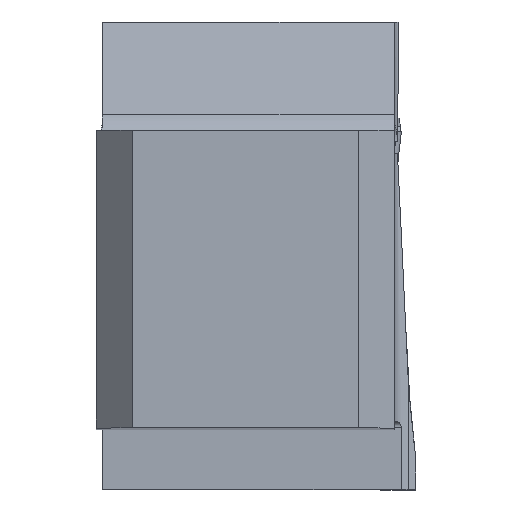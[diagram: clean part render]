
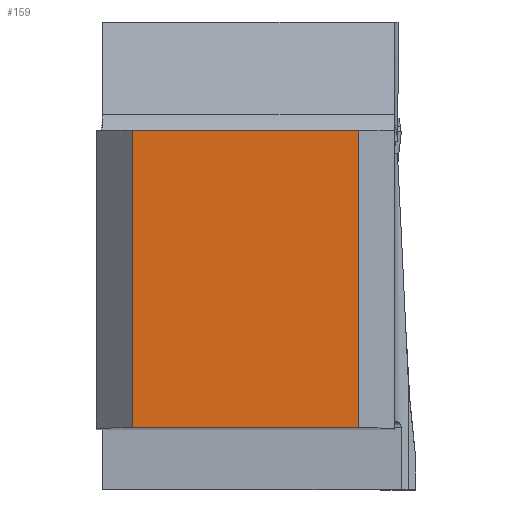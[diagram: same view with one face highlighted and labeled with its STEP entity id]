
A CAD part, top view. The second image highlights one B-rep face of the part: STEP entity #159.
In plain terms, the highlighted planar face has unit normal (0, 0, 1).
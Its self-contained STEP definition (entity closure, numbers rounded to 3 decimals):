
#159=ADVANCED_FACE('CU_BACK_SU1',(#298),#231,.F.);
#231=PLANE('',#1758);
#298=FACE_OUTER_BOUND('',#378,.T.);
#378=EDGE_LOOP('',(#638,#639,#640,#641));
#638=ORIENTED_EDGE('',*,*,#1209,.F.);
#639=ORIENTED_EDGE('',*,*,#1170,.F.);
#640=ORIENTED_EDGE('',*,*,#1210,.T.);
#641=ORIENTED_EDGE('',*,*,#1205,.T.);
#1006=VERTEX_POINT('',#2470);
#1007=VERTEX_POINT('',#2472);
#1027=VERTEX_POINT('',#2588);
#1028=VERTEX_POINT('',#2590);
#1170=EDGE_CURVE('',#1006,#1007,#1367,.T.);
#1205=EDGE_CURVE('',#1028,#1027,#1391,.T.);
#1209=EDGE_CURVE('',#1007,#1027,#1394,.T.);
#1210=EDGE_CURVE('',#1006,#1028,#1395,.T.);
#1367=LINE('',#2471,#1527);
#1391=LINE('',#2589,#1551);
#1394=LINE('',#2596,#1554);
#1395=LINE('',#2597,#1555);
#1527=VECTOR('',#1950,1.);
#1551=VECTOR('',#2006,1.);
#1554=VECTOR('',#2013,1.);
#1555=VECTOR('',#2014,1.);
#1758=AXIS2_PLACEMENT_3D('',#2598,#2015,#2016);
#1950=DIRECTION('',(1.,0.,0.));
#2006=DIRECTION('',(1.,0.,0.));
#2013=DIRECTION('',(0.,-1.,0.));
#2014=DIRECTION('',(0.,-1.,0.));
#2015=DIRECTION('',(0.,0.,-1.));
#2016=DIRECTION('',(1.,0.,0.));
#2470=CARTESIAN_POINT('',(3.,24.925,0.));
#2471=CARTESIAN_POINT('',(110.,24.925,0.));
#2472=CARTESIAN_POINT('',(21.925,24.925,0.));
#2588=CARTESIAN_POINT('',(21.925,0.,0.));
#2589=CARTESIAN_POINT('',(110.,0.,0.));
#2590=CARTESIAN_POINT('',(3.,0.,0.));
#2596=CARTESIAN_POINT('',(21.925,0.,0.));
#2597=CARTESIAN_POINT('',(3.,0.,0.));
#2598=CARTESIAN_POINT('',(-23.246,44.925,0.));
